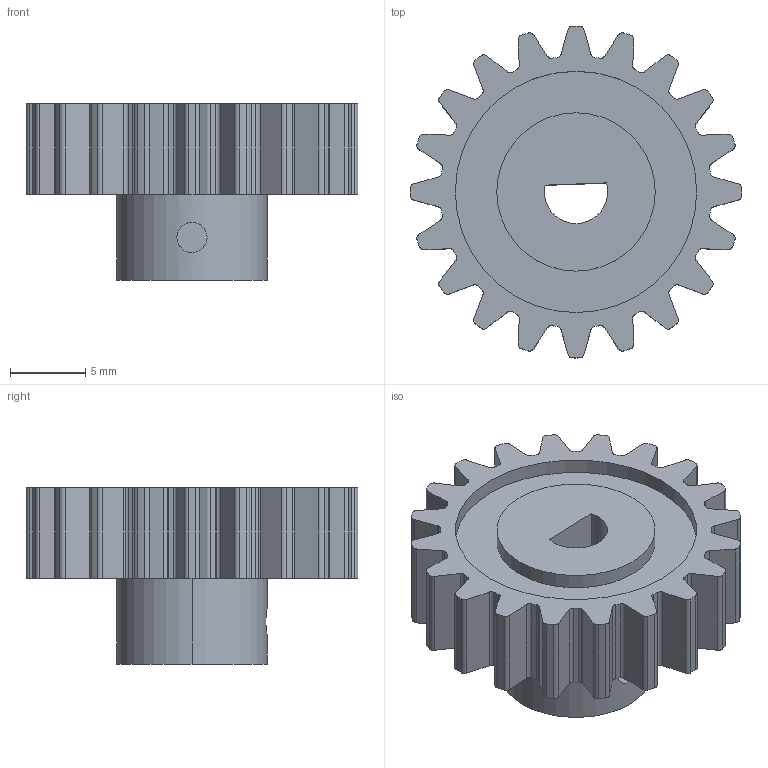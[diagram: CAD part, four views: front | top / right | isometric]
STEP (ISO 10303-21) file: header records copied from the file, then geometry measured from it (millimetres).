
FILE_DESCRIPTION (( 'STEP AP214' ), '1' );
FILE_NAME ('Gear with hole.STEP', '2025-11-21T06:40:39', ( '' ), ( '' ), 'SwSTEP 2.0', 'SolidWorks 2025', '' );
FILE_SCHEMA (( 'AUTOMOTIVE_DESIGN' ));
Length unit declared in the file: millimetre
Products named in the file (1): Gear with hole
Bounding box: 22 x 22 x 11.7 mm (x, y, z)
Volume: 1992.3 mm3; surface area: 1792.9 mm2
Topology: 1 solids, 1 shells, 200 faces, 579 edges, 386 vertices
Faces by surface type: cylinder 152, plane 48
Entity records: 6834 total; most frequent: DIRECTION 1277, CARTESIAN_POINT 1234, ORIENTED_EDGE 1158, EDGE_CURVE 579, AXIS2_PLACEMENT_3D 501, VERTEX_POINT 386, CIRCLE 300, VECTOR 275
